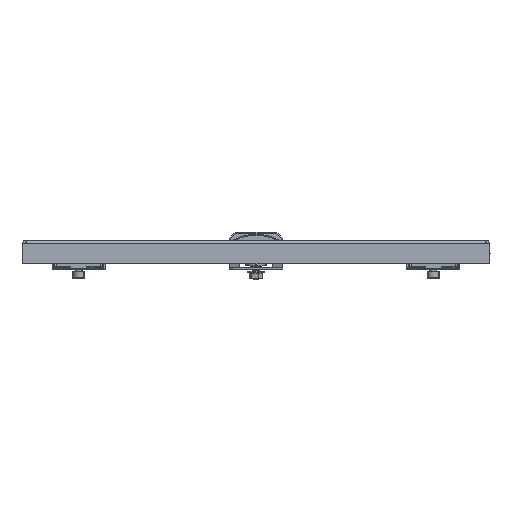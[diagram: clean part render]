
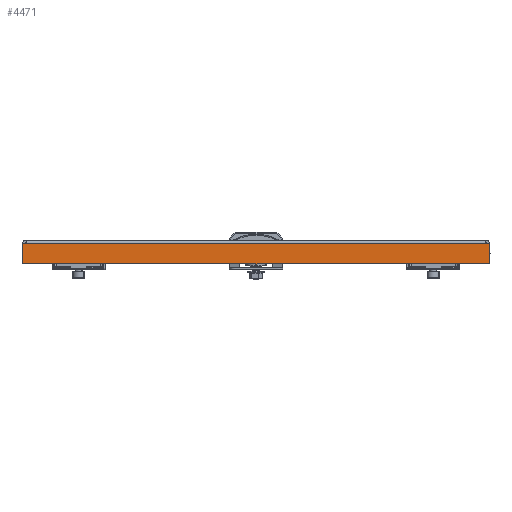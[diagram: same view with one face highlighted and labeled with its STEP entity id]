
A CAD part, left-side view. The second image highlights one B-rep face of the part: STEP entity #4471.
In plain terms, the highlighted planar face has unit normal (-1, 0, 0).
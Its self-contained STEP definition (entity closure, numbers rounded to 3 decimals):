
#4266 = CARTESIAN_POINT ( 'NONE',  ( -197., 197.5, -3. ) ) ;
#4267 = CARTESIAN_POINT ( 'NONE',  ( -197., -197.5, -20. ) ) ;
#4268 = CARTESIAN_POINT ( 'NONE',  ( -197., -194.5, -3. ) ) ;
#4273 = CARTESIAN_POINT ( 'NONE',  ( -197., 194.5, -3. ) ) ;
#4289 = CARTESIAN_POINT ( 'NONE',  ( -197., 197.5, -20. ) ) ;
#4291 = CARTESIAN_POINT ( 'NONE',  ( -197., -197.5, -3. ) ) ;
#4471 = ADVANCED_FACE ( 'NONE', ( #9357 ), #7139, .F. ) ;
#7122 = CARTESIAN_POINT ( 'NONE',  ( -197., 0., 0. ) ) ;
#7139 = PLANE ( 'NONE',  #8109 ) ;
#7142 = DIRECTION ( 'NONE',  ( 1., 0., 0. ) ) ;
#7144 = DIRECTION ( 'NONE',  ( 0., 0., -1. ) ) ;
#8109 = AXIS2_PLACEMENT_3D ( 'NONE', #7122, #7142, #7144 ) ;
#8738 = VERTEX_POINT ( 'NONE', #4266 ) ;
#8739 = VERTEX_POINT ( 'NONE', #4267 ) ;
#8740 = VERTEX_POINT ( 'NONE', #4268 ) ;
#8745 = VERTEX_POINT ( 'NONE', #4273 ) ;
#8761 = VERTEX_POINT ( 'NONE', #4289 ) ;
#8763 = VERTEX_POINT ( 'NONE', #4291 ) ;
#9357 = FACE_OUTER_BOUND ( 'NONE', #17528, .T. ) ;
#14313 = ORIENTED_EDGE ( 'NONE', *, *, #16119, .F. ) ;
#14314 = ORIENTED_EDGE ( 'NONE', *, *, #16111, .T. ) ;
#14315 = ORIENTED_EDGE ( 'NONE', *, *, #16096, .T. ) ;
#14316 = ORIENTED_EDGE ( 'NONE', *, *, #16102, .T. ) ;
#14317 = ORIENTED_EDGE ( 'NONE', *, *, #16117, .F. ) ;
#14318 = ORIENTED_EDGE ( 'NONE', *, *, #16089, .F. ) ;
#16089 = EDGE_CURVE ( 'NONE', #8745, #8740, #31763, .T. ) ;
#16096 = EDGE_CURVE ( 'NONE', #8761, #8739, #31770, .T. ) ;
#16102 = EDGE_CURVE ( 'NONE', #8739, #8763, #31766, .T. ) ;
#16111 = EDGE_CURVE ( 'NONE', #8738, #8761, #31784, .T. ) ;
#16117 = EDGE_CURVE ( 'NONE', #8740, #8763, #31788, .T. ) ;
#16119 = EDGE_CURVE ( 'NONE', #8738, #8745, #31792, .T. ) ;
#17528 = EDGE_LOOP ( 'NONE', ( #14313, #14314, #14315, #14316, #14317, #14318 ) ) ;
#30997 = CARTESIAN_POINT ( 'NONE',  ( -197., -197.5, -3. ) ) ;
#31009 = DIRECTION ( 'NONE',  ( 0., -1., 0. ) ) ;
#31017 = DIRECTION ( 'NONE',  ( 0., -1., 0. ) ) ;
#31020 = CARTESIAN_POINT ( 'NONE',  ( -197., 0., -20. ) ) ;
#31029 = CARTESIAN_POINT ( 'NONE',  ( -197., -197.5, 0. ) ) ;
#31037 = DIRECTION ( 'NONE',  ( 0., 0., 1. ) ) ;
#31049 = DIRECTION ( 'NONE',  ( 0., 0., -1. ) ) ;
#31052 = CARTESIAN_POINT ( 'NONE',  ( -197., 197.5, 0. ) ) ;
#31058 = DIRECTION ( 'NONE',  ( 0., -1., 0. ) ) ;
#31063 = CARTESIAN_POINT ( 'NONE',  ( -197., -197.5, -3. ) ) ;
#31067 = CARTESIAN_POINT ( 'NONE',  ( -197., -197.5, -3. ) ) ;
#31074 = DIRECTION ( 'NONE',  ( 0., -1., 0. ) ) ;
#31763 = LINE ( 'NONE', #30997, #31767 ) ;
#31766 = LINE ( 'NONE', #31029, #31779 ) ;
#31767 = VECTOR ( 'NONE', #31009, 1000. ) ;
#31770 = LINE ( 'NONE', #31020, #31773 ) ;
#31773 = VECTOR ( 'NONE', #31017, 1000. ) ;
#31779 = VECTOR ( 'NONE', #31037, 1000. ) ;
#31784 = LINE ( 'NONE', #31052, #31787 ) ;
#31787 = VECTOR ( 'NONE', #31049, 1000. ) ;
#31788 = LINE ( 'NONE', #31063, #31793 ) ;
#31792 = LINE ( 'NONE', #31067, #31795 ) ;
#31793 = VECTOR ( 'NONE', #31058, 1000. ) ;
#31795 = VECTOR ( 'NONE', #31074, 1000. ) ;
